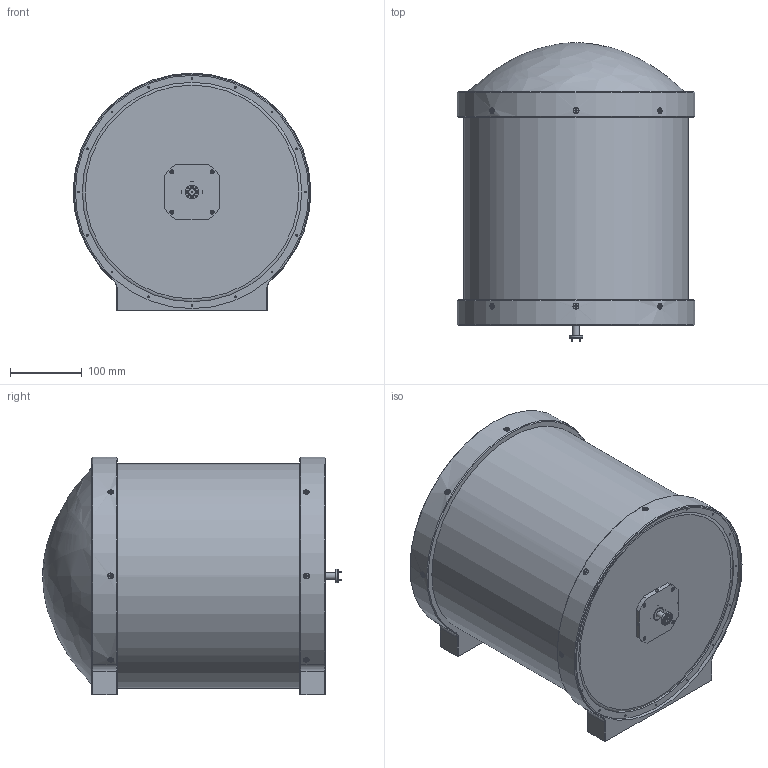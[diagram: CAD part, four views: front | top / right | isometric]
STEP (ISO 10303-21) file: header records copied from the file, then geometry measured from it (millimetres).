
FILE_DESCRIPTION (( 'STEP AP203' ), '1' );
FILE_NAME ('SAG-8831044801-094-S1.STEP', '2018-11-12T16:35:48', ( '' ), ( '' ), 'SwSTEP 2.0', 'SolidWorks 2016', '' );
FILE_SCHEMA (( 'CONFIG_CONTROL_DESIGN' ));
Length unit declared in the file: inch
Products named in the file (1): SAG-8831044801-094-S1
Bounding box: 330.2 x 415.08 x 330.2 mm (x, y, z)
Surface area: 619951.9 mm2 (no closed solid volume)
Topology: 0 solids, 65 shells, 333 faces, 1963 edges, 1612 vertices
Faces by surface type: plane 213, cone 62, cylinder 56, torus 1, bspline 1
Full cylindrical faces by diameter (mm): 1.588 x2, 1.702 x2, 2.261 x16, 4.572 x3, 5.105 x4, 5.588 x4, 9.144 x1, 9.525 x1, 19.05 x1, 19.152 x1, 304.8 x1, 312.42 x1, 323.85 x1, 324.231 x2
Entity records: 22916 total; most frequent: CARTESIAN_POINT 9596, DIRECTION 2420, ORIENTED_EDGE 2222, EDGE_CURVE 1812, VERTEX_POINT 1556, LINE 848, VECTOR 848, AXIS2_PLACEMENT_3D 786
